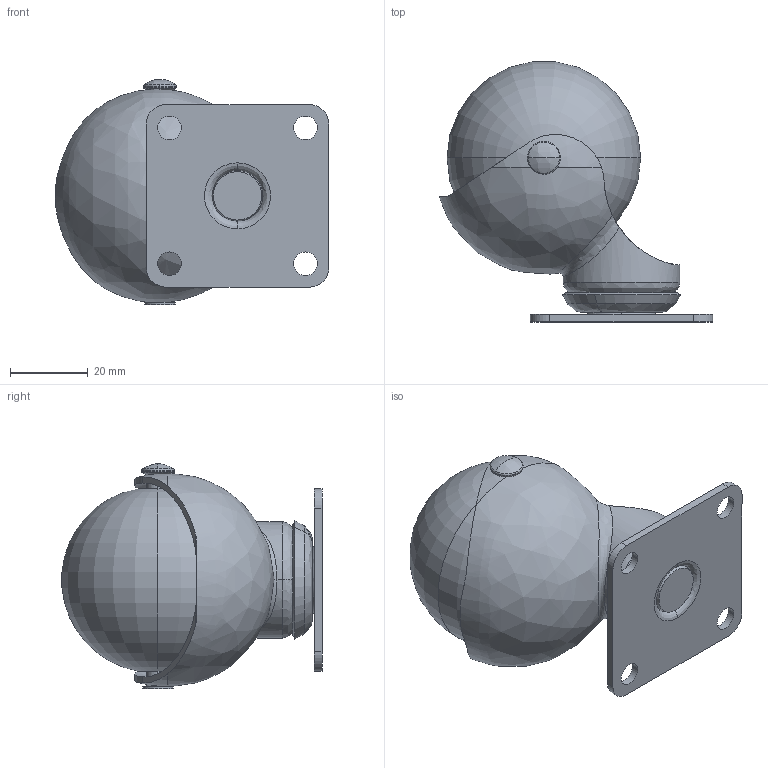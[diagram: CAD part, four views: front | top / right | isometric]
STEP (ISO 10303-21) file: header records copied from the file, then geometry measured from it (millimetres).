
FILE_DESCRIPTION (( 'STEP AP214' ), '1' );
FILE_NAME ('0010300.step', '2024-04-11T07:11:06', ( '' ), ( '' ), 'SwSTEP 2.0', 'SolidWorks 2020', '' );
FILE_SCHEMA (( 'AUTOMOTIVE_DESIGN' ));
Length unit declared in the file: millimetre
Products named in the file (1): 0010300
Bounding box: 70.46 x 66.99 x 58 mm (x, y, z)
Volume: 77150.4 mm3; surface area: 27959.6 mm2
Topology: 9 solids, 9 shells, 153 faces, 379 edges, 235 vertices
Faces by surface type: bspline 62, cylinder 48, plane 25, cone 16, torus 2
Entity records: 9662 total; most frequent: CARTESIAN_POINT 4471, ORIENTED_EDGE 738, DIRECTION 681, EDGE_CURVE 369, AXIS2_PLACEMENT_3D 299, VERTEX_POINT 235, CIRCLE 207, EDGE_LOOP 176
